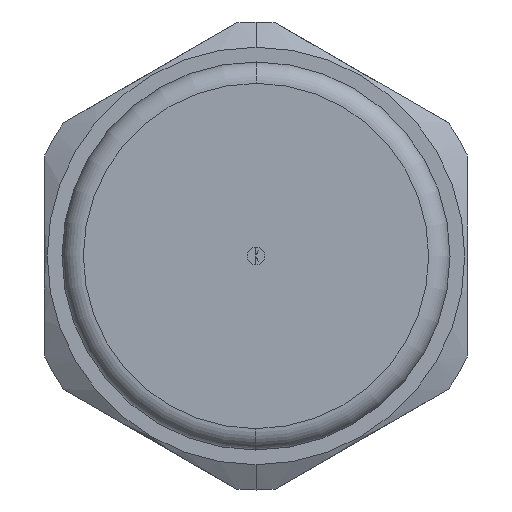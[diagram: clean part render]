
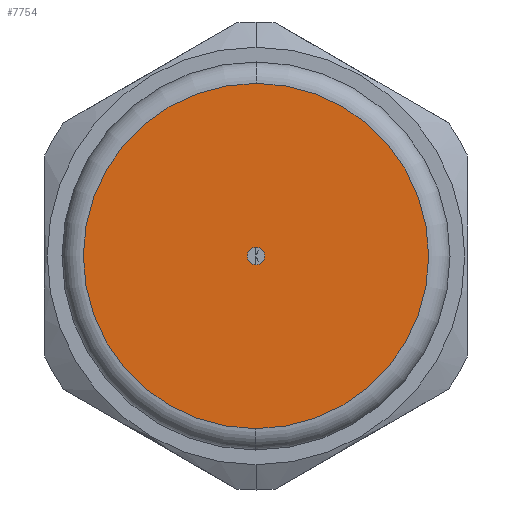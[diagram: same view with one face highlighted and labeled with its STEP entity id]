
A CAD part, left-side view. The second image highlights one B-rep face of the part: STEP entity #7754.
In plain terms, the highlighted planar face has unit normal (-1, 0, 0).
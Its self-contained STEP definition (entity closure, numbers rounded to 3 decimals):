
#303 = CARTESIAN_POINT ( 'NONE',  ( -23., 0., 0. ) ) ;
#404 = DIRECTION ( 'NONE',  ( -1., 0., 0. ) ) ;
#467 = CARTESIAN_POINT ( 'NONE',  ( -23., 0., 0. ) ) ;
#920 = FACE_OUTER_BOUND ( 'NONE', #6387, .T. ) ;
#991 = CARTESIAN_POINT ( 'NONE',  ( -23., 0., 0. ) ) ;
#1359 = AXIS2_PLACEMENT_3D ( 'NONE', #467, #3234, #6669 ) ;
#1689 = ORIENTED_EDGE ( 'NONE', *, *, #9118, .F. ) ;
#2001 = CIRCLE ( 'NONE', #8465, 11.658 ) ;
#2783 = VERTEX_POINT ( 'NONE', #9366 ) ;
#2966 = VERTEX_POINT ( 'NONE', #7052 ) ;
#3234 = DIRECTION ( 'NONE',  ( 1., 0., 0. ) ) ;
#3320 = VERTEX_POINT ( 'NONE', #4321 ) ;
#3627 = DIRECTION ( 'NONE',  ( 0., 0.003, -1. ) ) ;
#3777 = DIRECTION ( 'NONE',  ( 1., 0., 0. ) ) ;
#3875 = PLANE ( 'NONE',  #11007 ) ;
#3988 = DIRECTION ( 'NONE',  ( 0., -0.003, 1. ) ) ;
#4321 = CARTESIAN_POINT ( 'NONE',  ( -23., 0.002, -0.6 ) ) ;
#4408 = ORIENTED_EDGE ( 'NONE', *, *, #11184, .F. ) ;
#4660 = DIRECTION ( 'NONE',  ( 0., 0.003, -1. ) ) ;
#5023 = ORIENTED_EDGE ( 'NONE', *, *, #8967, .T. ) ;
#6129 = DIRECTION ( 'NONE',  ( 1., 0., 0. ) ) ;
#6387 = EDGE_LOOP ( 'NONE', ( #4408, #1689 ) ) ;
#6606 = FACE_BOUND ( 'NONE', #10516, .T. ) ;
#6669 = DIRECTION ( 'NONE',  ( 0., 0.003, -1. ) ) ;
#7052 = CARTESIAN_POINT ( 'NONE',  ( -23., -0.002, 0.6 ) ) ;
#7185 = DIRECTION ( 'NONE',  ( 1., 0., 0. ) ) ;
#7230 = DIRECTION ( 'NONE',  ( 0., 0.003, -1. ) ) ;
#7496 = AXIS2_PLACEMENT_3D ( 'NONE', #303, #3777, #4660 ) ;
#7660 = AXIS2_PLACEMENT_3D ( 'NONE', #991, #7185, #7230 ) ;
#7754 = ADVANCED_FACE ( 'NONE', ( #6606, #920 ), #3875, .T. ) ;
#8367 = CIRCLE ( 'NONE', #7660, 0.6 ) ;
#8386 = CARTESIAN_POINT ( 'NONE',  ( -23., 0.002, -0.6 ) ) ;
#8465 = AXIS2_PLACEMENT_3D ( 'NONE', #11500, #6129, #3627 ) ;
#8656 = CARTESIAN_POINT ( 'NONE',  ( -23., -0.029, 11.658 ) ) ;
#8967 = EDGE_CURVE ( 'NONE', #3320, #2966, #10637, .T. ) ;
#9118 = EDGE_CURVE ( 'NONE', #10692, #2783, #9507, .T. ) ;
#9366 = CARTESIAN_POINT ( 'NONE',  ( -23., 0.029, -11.658 ) ) ;
#9507 = CIRCLE ( 'NONE', #1359, 11.658 ) ;
#9878 = EDGE_CURVE ( 'NONE', #2966, #3320, #8367, .T. ) ;
#10516 = EDGE_LOOP ( 'NONE', ( #5023, #11373 ) ) ;
#10637 = CIRCLE ( 'NONE', #7496, 0.6 ) ;
#10692 = VERTEX_POINT ( 'NONE', #8656 ) ;
#11007 = AXIS2_PLACEMENT_3D ( 'NONE', #8386, #404, #3988 ) ;
#11184 = EDGE_CURVE ( 'NONE', #2783, #10692, #2001, .T. ) ;
#11373 = ORIENTED_EDGE ( 'NONE', *, *, #9878, .T. ) ;
#11500 = CARTESIAN_POINT ( 'NONE',  ( -23., 0., 0. ) ) ;
